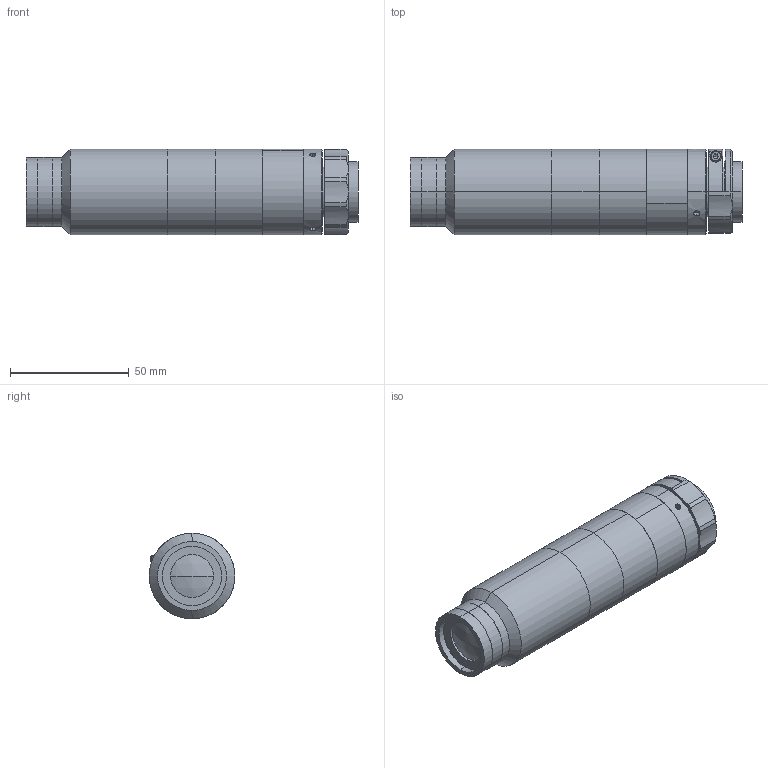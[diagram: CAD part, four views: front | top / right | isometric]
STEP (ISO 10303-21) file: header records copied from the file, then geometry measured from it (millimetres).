
FILE_DESCRIPTION (( 'STEP AP203' ), '1' );
FILE_NAME ('XF-MH075X149.STEP', '2020-08-24T07:10:44', ( 'canrill-02' ), ( '' ), 'SwSTEP 2.0', 'SolidWorks 2014', '' );
FILE_SCHEMA (( 'CONFIG_CONTROL_DESIGN' ));
Length unit declared in the file: millimetre
Products named in the file (1): XF-MH075X149
Bounding box: 139.5 x 36 x 36 mm (x, y, z)
Surface area: 21628.6 mm2 (no closed solid volume)
Topology: 0 solids, 14 shells, 102 faces, 266 edges, 181 vertices
Faces by surface type: cylinder 51, plane 32, cone 15, sphere 2, torus 2
Entity records: 3512 total; most frequent: CARTESIAN_POINT 869, DIRECTION 590, ORIENTED_EDGE 450, EDGE_CURVE 264, AXIS2_PLACEMENT_3D 246, VERTEX_POINT 181, CIRCLE 143, EDGE_LOOP 126
